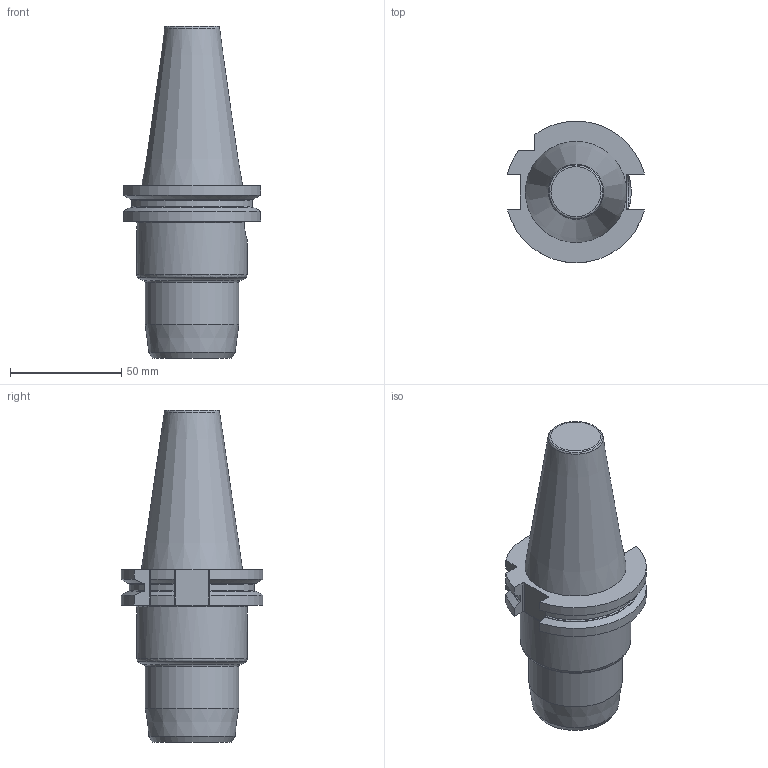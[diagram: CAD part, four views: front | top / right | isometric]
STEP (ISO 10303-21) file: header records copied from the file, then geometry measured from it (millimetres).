
FILE_DESCRIPTION(/* description */ (''),/* implementation_level */ '2;1');
FILE_NAME(/* name */ 'DIN40ADB-HC20-080_Basic.stp',/* time_stamp */ '2022-06-09T09:45:32+05:00',/* author */ (''),/* organization */ (''),/* preprocessor_version */ 'ST-DEVELOPER v16.7',/* originating_system */ 'SIEMENS PLM Software NX 12.0',/* authorisation */ '');
FILE_SCHEMA (('AUTOMOTIVE_DESIGN { 1 0 10303 214 3 1 1 1 }'));
Length unit declared in the file: millimetre
Products named in the file (1): inpu46482BB6of2v
Bounding box: 61.48 x 63.54 x 148.9 mm (x, y, z)
Volume: 194832.5 mm3; surface area: 27925.8 mm2
Topology: 1 solids, 1 shells, 69 faces, 185 edges, 123 vertices
Faces by surface type: plane 20, cylinder 20, torus 15, cone 10, bspline 4
Full cylindrical faces by diameter (mm): 20 x1, 42 x1, 49.5 x1
Entity records: 2651 total; most frequent: CARTESIAN_POINT 997, ORIENTED_EDGE 330, DIRECTION 322, EDGE_CURVE 165, AXIS2_PLACEMENT_3D 132, VERTEX_POINT 112, EDGE_LOOP 83, ADVANCED_FACE 69
